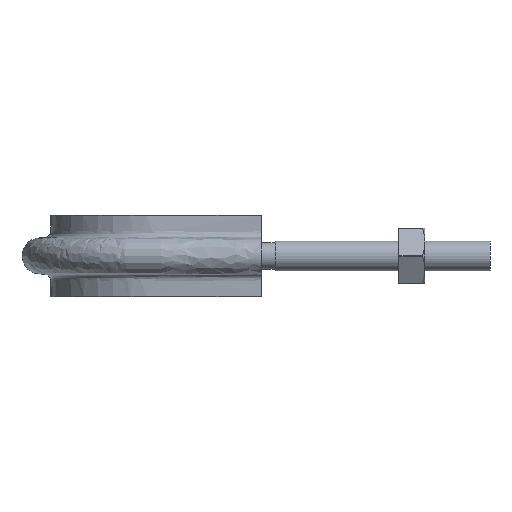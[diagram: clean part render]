
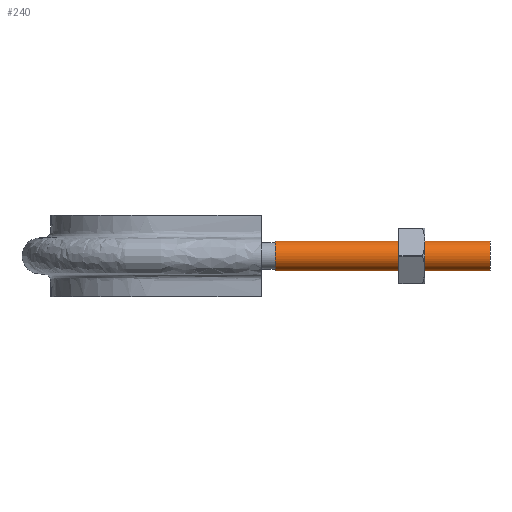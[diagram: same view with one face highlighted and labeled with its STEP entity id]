
A CAD part, left-side view. The second image highlights one B-rep face of the part: STEP entity #240.
In plain terms, the highlighted cylindrical face has radius 4.6 mm (diameter 9.2 mm), a full revolution.
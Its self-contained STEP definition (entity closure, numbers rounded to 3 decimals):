
#240 = ADVANCED_FACE( '', ( #346, #347 ), #348, .T. );
#346 = FACE_OUTER_BOUND( '', #1343, .T. );
#347 = FACE_OUTER_BOUND( '', #1344, .T. );
#348 = CYLINDRICAL_SURFACE( '', #1345, 4.6 );
#1343 = EDGE_LOOP( '', ( #1613 ) );
#1344 = EDGE_LOOP( '', ( #1614 ) );
#1345 = AXIS2_PLACEMENT_3D( '', #1615, #1616, #1617 );
#1613 = ORIENTED_EDGE( '', *, *, #2049, .T. );
#1614 = ORIENTED_EDGE( '', *, *, #2050, .F. );
#1615 = CARTESIAN_POINT( '', ( -37., 66., 0. ) );
#1616 = DIRECTION( '', ( 0., 1., 0. ) );
#1617 = DIRECTION( '', ( -1., 0., 0. ) );
#2049 = EDGE_CURVE( '', #2229, #2229, #2230, .T. );
#2050 = EDGE_CURVE( '', #2231, #2231, #2232, .T. );
#2229 = VERTEX_POINT( '', #2726 );
#2230 = CIRCLE( '', #2727, 4.6 );
#2231 = VERTEX_POINT( '', #2728 );
#2232 = CIRCLE( '', #2729, 4.6 );
#2726 = CARTESIAN_POINT( '', ( -41.6, 66., 0. ) );
#2727 = AXIS2_PLACEMENT_3D( '', #3134, #3135, #3136 );
#2728 = CARTESIAN_POINT( '', ( -41.6, 0., 0. ) );
#2729 = AXIS2_PLACEMENT_3D( '', #3137, #3138, #3139 );
#3134 = CARTESIAN_POINT( '', ( -37., 66., 0. ) );
#3135 = DIRECTION( '', ( 0., -1., 0. ) );
#3136 = DIRECTION( '', ( -1., 0., 0. ) );
#3137 = CARTESIAN_POINT( '', ( -37., 0., 0. ) );
#3138 = DIRECTION( '', ( 0., -1., 0. ) );
#3139 = DIRECTION( '', ( -1., 0., 0. ) );
